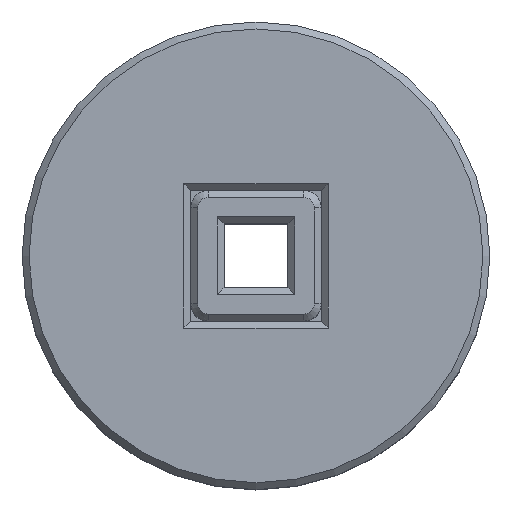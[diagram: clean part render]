
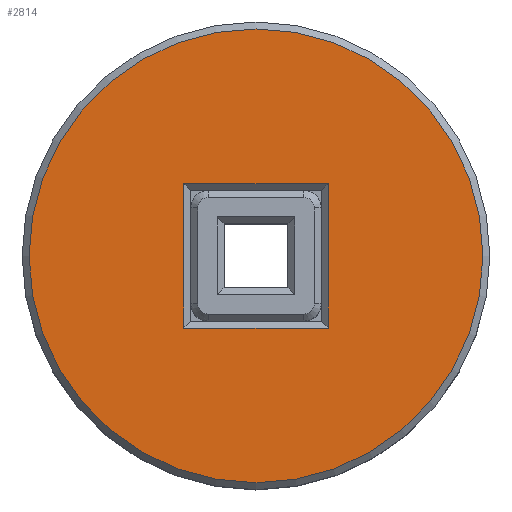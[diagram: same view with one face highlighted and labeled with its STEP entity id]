
A CAD part, top view. The second image highlights one B-rep face of the part: STEP entity #2814.
In plain terms, the highlighted planar face has unit normal (0, 0, 1).
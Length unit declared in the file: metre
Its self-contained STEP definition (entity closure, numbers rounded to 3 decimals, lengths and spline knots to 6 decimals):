
#173=CIRCLE('',#3061,0.013037);
#490=ORIENTED_EDGE('',*,*,#1251,.T.);
#491=ORIENTED_EDGE('',*,*,#1252,.T.);
#492=ORIENTED_EDGE('',*,*,#1253,.T.);
#493=ORIENTED_EDGE('',*,*,#1254,.T.);
#494=ORIENTED_EDGE('',*,*,#1255,.T.);
#1251=EDGE_CURVE('',#1641,#1642,#1896,.T.);
#1252=EDGE_CURVE('',#1642,#1643,#1897,.T.);
#1253=EDGE_CURVE('',#1643,#1644,#1898,.T.);
#1254=EDGE_CURVE('',#1644,#1641,#1899,.T.);
#1255=EDGE_CURVE('',#1645,#1645,#173,.T.);
#1641=VERTEX_POINT('',#4537);
#1642=VERTEX_POINT('',#4538);
#1643=VERTEX_POINT('',#4540);
#1644=VERTEX_POINT('',#4542);
#1645=VERTEX_POINT('',#4545);
#1896=LINE('',#4536,#2128);
#1897=LINE('',#4539,#2129);
#1898=LINE('',#4541,#2130);
#1899=LINE('',#4543,#2131);
#2128=VECTOR('',#3556,1.);
#2129=VECTOR('',#3557,1.);
#2130=VECTOR('',#3558,1.);
#2131=VECTOR('',#3559,1.);
#2350=EDGE_LOOP('',(#490,#491,#492,#493));
#2351=EDGE_LOOP('',(#494));
#2560=FACE_BOUND('',#2350,.T.);
#2561=FACE_BOUND('',#2351,.T.);
#2748=PLANE('',#3060);
#2814=ADVANCED_FACE('',(#2560,#2561),#2748,.T.);
#3060=AXIS2_PLACEMENT_3D('',#4535,#3554,#3555);
#3061=AXIS2_PLACEMENT_3D('',#4544,#3560,#3561);
#3554=DIRECTION('',(0.,0.,1.));
#3555=DIRECTION('',(1.,0.,0.));
#3556=DIRECTION('',(-1.,0.,0.));
#3557=DIRECTION('',(0.,1.,0.));
#3558=DIRECTION('',(1.,0.,0.));
#3559=DIRECTION('',(0.,-1.,0.));
#3560=DIRECTION('',(0.,0.,1.));
#3561=DIRECTION('',(1.,0.,0.));
#4535=CARTESIAN_POINT('',(0.007544,0.,0.0065));
#4536=CARTESIAN_POINT('',(0.007544,-0.00415,0.0065));
#4537=CARTESIAN_POINT('',(0.00415,-0.00415,0.0065));
#4538=CARTESIAN_POINT('',(-0.00415,-0.00415,0.0065));
#4539=CARTESIAN_POINT('',(-0.00415,0.,0.0065));
#4540=CARTESIAN_POINT('',(-0.00415,0.00415,0.0065));
#4541=CARTESIAN_POINT('',(0.00375,0.00415,0.0065));
#4542=CARTESIAN_POINT('',(0.00415,0.00415,0.0065));
#4543=CARTESIAN_POINT('',(0.00415,-0.00375,0.0065));
#4544=CARTESIAN_POINT('',(0.,0.,0.0065));
#4545=CARTESIAN_POINT('',(0.013037,0.,0.0065));
